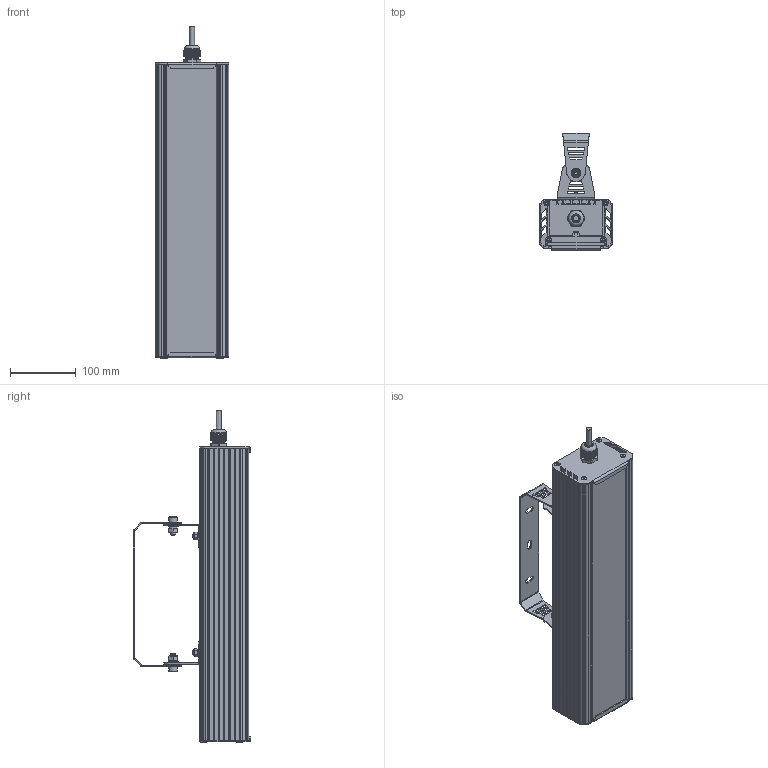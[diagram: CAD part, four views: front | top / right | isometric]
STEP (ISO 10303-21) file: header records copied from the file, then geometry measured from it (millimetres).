
FILE_DESCRIPTION(('STEP AP214'), '1');
FILE_NAME('001.0070.15.000 - ÃÑÏ-Ïðèìà-60', '2023-09-25T05:55:01', ('Ëóêîíèí Å Ï'), ('ÎÊÁ Ñâîé Ñòèëü'), 'C3D Converter', 'C3D Toolkit', '');
FILE_SCHEMA(('AUTOMOTIVE_DESIGN { 1 0 10303 214 3 1 1}'));
Length unit declared in the file: millimetre
Products named in the file (40): 001.0070.15.000
Assembly tree (66 placements, depth 4):
  001.0070.15.000
    (unnamed)
      (unnamed)
      (unnamed)
      (unnamed)  x4
      (unnamed)
      (unnamed)  x4
      (unnamed)
      (unnamed)
      (unnamed)
      (unnamed)  x6
        (unnamed)
        (unnamed)
        (unnamed)
        (unnamed)
        (unnamed)
        (unnamed)
        (unnamed)
        (unnamed)
        (unnamed)
      (unnamed)
        (unnamed)
    (unnamed)
      (unnamed)
      (unnamed)
      (unnamed)
      (unnamed)  x2
      (unnamed)
      (unnamed)
      (unnamed)
      (unnamed)
      (unnamed)
      (unnamed)
      (unnamed)
      (unnamed)
      (unnamed)  x2
      (unnamed)
      (unnamed)
      (unnamed)
      (unnamed)
Bounding box: 112.19 x 178.44 x 506 mm (x, y, z)
Volume: 893384.8 mm3; surface area: 774727.6 mm2
Topology: 239 solids, 239 shells, 3352 faces, 8461 edges, 5681 vertices
Faces by surface type: plane 2133, cylinder 1057, cone 98, bspline 33, sphere 18, torus 13
Full cylindrical faces by diameter (mm): 1 x18, 2 x12, 2.5 x24, 2.8 x150, 3.2 x18, 3.5 x30, 4 x8, 4.917 x2, 6 x4, 6.6 x2, 6.647 x2, 8 x10, 8.5 x4, 9 x4, 11 x2, 12 x1, 12.5 x1, 13 x2, 15 x4, 16 x1, 18.5 x3, 20 x1, 23.5 x1
Entity records: 110749 total; most frequent: CARTESIAN_POINT 47524, DIRECTION 10202, ORIENTED_EDGE 10016, EDGE_CURVE 5008, AXIS2_PLACEMENT_3D 3621, VERTEX_POINT 3432, LINE 2960, VECTOR 2960
